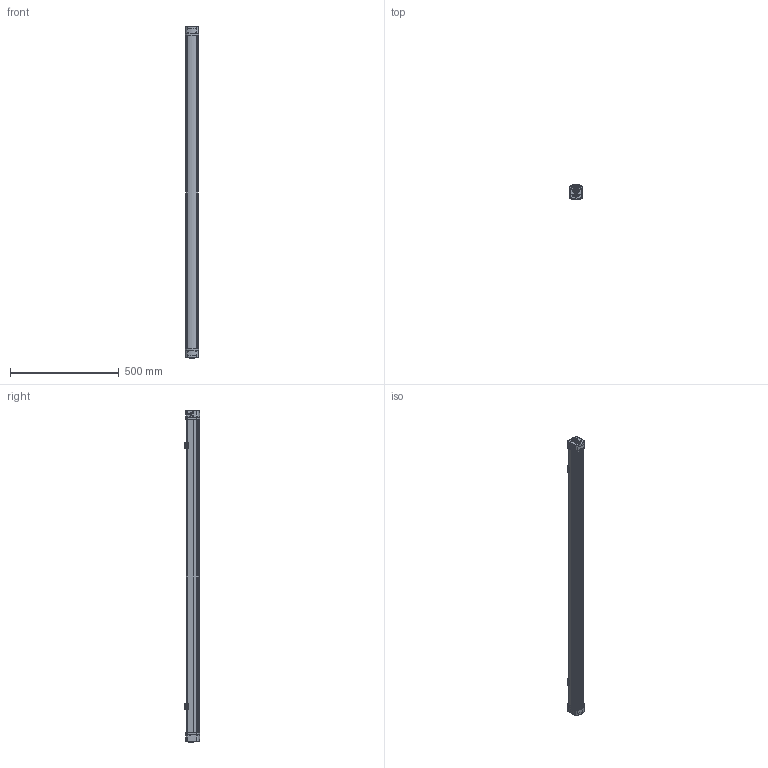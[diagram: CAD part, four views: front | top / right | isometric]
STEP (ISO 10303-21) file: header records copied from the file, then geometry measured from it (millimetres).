
FILE_DESCRIPTION (( 'STEP AP214' ), '1' );
FILE_NAME ('PRACHT_KATLA_ECO_1525mm_3D.STEP', '2024-12-05T07:17:52', ( '' ), ( '' ), 'SwSTEP 2.0', 'SolidWorks 2023', '' );
FILE_SCHEMA (( 'AUTOMOTIVE_DESIGN' ));
Length unit declared in the file: millimetre
Products named in the file (11): PP0228_001001_Endkappe A1; PP0228_002001_Endkappe A2; PRACHT_KATLA_ECO_1525mm_3D; PP0228_001000_Endkappe 1 vormontiert; PP0228_001003_Sicherungslasche; PP0228_000006_Befestigungsklammer; PP0228_002000_Endkappe 2 vormontiert; PP0228_001004_Dichtung A1; PP0228_000002_Profil 1500; PP0228_001002_Endkappe B1; PP0228_001005_Wuergestopfen A1
Assembly tree (13 placements, depth 3):
  PRACHT_KATLA_ECO_1525mm_3D
    PP0228_000002_Profil 1500
    PP0228_001000_Endkappe 1 vormontiert
      PP0228_001001_Endkappe A1
      PP0228_001003_Sicherungslasche
      PP0228_001002_Endkappe B1
      PP0228_001004_Dichtung A1
      PP0228_001005_Wuergestopfen A1
    PP0228_002000_Endkappe 2 vormontiert
      PP0228_002001_Endkappe A2
      PP0228_001002_Endkappe B1
      PP0228_001005_Wuergestopfen A1
    PP0228_000006_Befestigungsklammer  x2
Bounding box: 60.29 x 70.87 x 1527 mm (x, y, z)
Volume: 493085.7 mm3; surface area: 838992.4 mm2
Topology: 11 solids, 13 shells, 2326 faces, 6365 edges, 4172 vertices
Faces by surface type: plane 1362, cylinder 442, cone 322, bspline 128, torus 72
Entity records: 66799 total; most frequent: CARTESIAN_POINT 19735, ORIENTED_EDGE 10170, DIRECTION 9177, EDGE_CURVE 5087, LINE 3351, VECTOR 3351, VERTEX_POINT 3334, AXIS2_PLACEMENT_3D 2913
